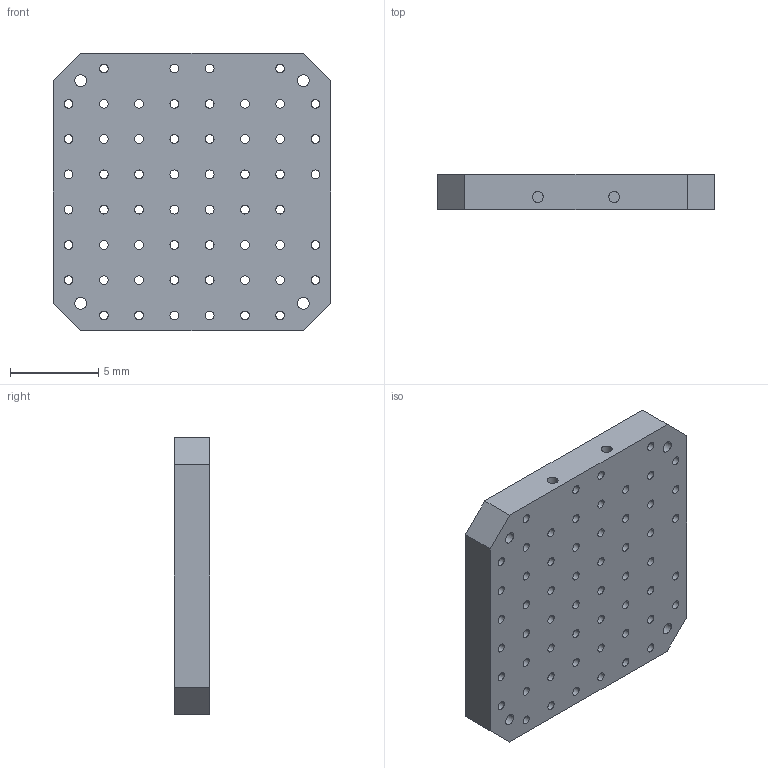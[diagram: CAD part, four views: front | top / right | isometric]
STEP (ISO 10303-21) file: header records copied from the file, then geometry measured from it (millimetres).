
FILE_DESCRIPTION(('produced by SPATIAL CORP'),'2;1');
FILE_NAME( 'ToolingPlate.hh.sat.stp','2002-04-19T11:15:26+00:00',('SPATIAL CORP'),( 'SPATIAL CORP'),'ACIS STEP Husk','http://www.spatial.com', 'SPATIAL CORP');
FILE_SCHEMA(('CONFIG_CONTROL_DESIGN'));
Length unit declared in the file: millimetre
Products named in the file (1): PRODUCT_ID_1
Bounding box: 15.75 x 2 x 15.75 mm (x, y, z)
Volume: 458.6 mm3; surface area: 788.7 mm2
Topology: 1 solids, 1 shells, 332 faces, 790 edges, 524 vertices
Faces by surface type: cylinder 250, plane 74, cone 8
Entity records: 8292 total; most frequent: ORIENTED_EDGE 1580, CARTESIAN_POINT 1263, DIRECTION 1196, EDGE_CURVE 790, VERTEX_POINT 524, EDGE_LOOP 518, FACE_BOUND 518, AXIS2_PLACEMENT_3D 457
